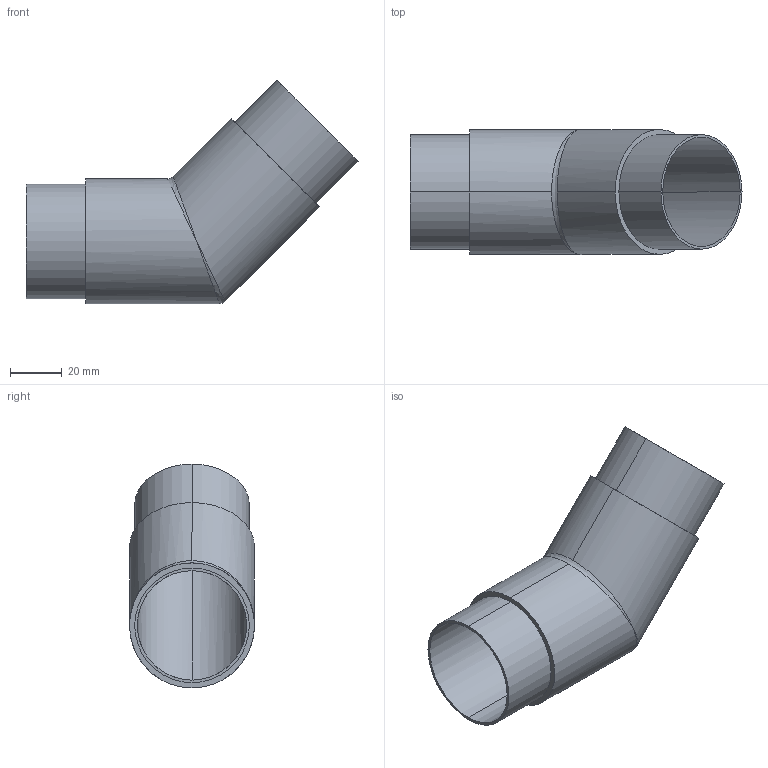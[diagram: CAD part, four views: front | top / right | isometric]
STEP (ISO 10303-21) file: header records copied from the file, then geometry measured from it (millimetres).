
FILE_DESCRIPTION (( 'STEP AP203' ), '1' );
FILE_NAME ('3D_GR1152_48.3x2_188851240.STEP', '2024-11-11T17:38:06', ( '' ), ( '' ), 'SwSTEP 2.0', 'SolidWorks 2023', '' );
FILE_SCHEMA (( 'CONFIG_CONTROL_DESIGN' ));
Length unit declared in the file: millimetre
Products named in the file (1): 3D_GR1152_48.3x2_188851240
Bounding box: 128.33 x 48.3 x 86.48 mm (x, y, z)
Volume: 42967.9 mm3; surface area: 37838.5 mm2
Topology: 1 solids, 1 shells, 18 faces, 42 edges, 24 vertices
Faces by surface type: cylinder 12, plane 4, bspline 2
Entity records: 1273 total; most frequent: CARTESIAN_POINT 817, DIRECTION 78, ORIENTED_EDGE 76, EDGE_CURVE 38, AXIS2_PLACEMENT_3D 33, VERTEX_POINT 24, EDGE_LOOP 22, ADVANCED_FACE 18
